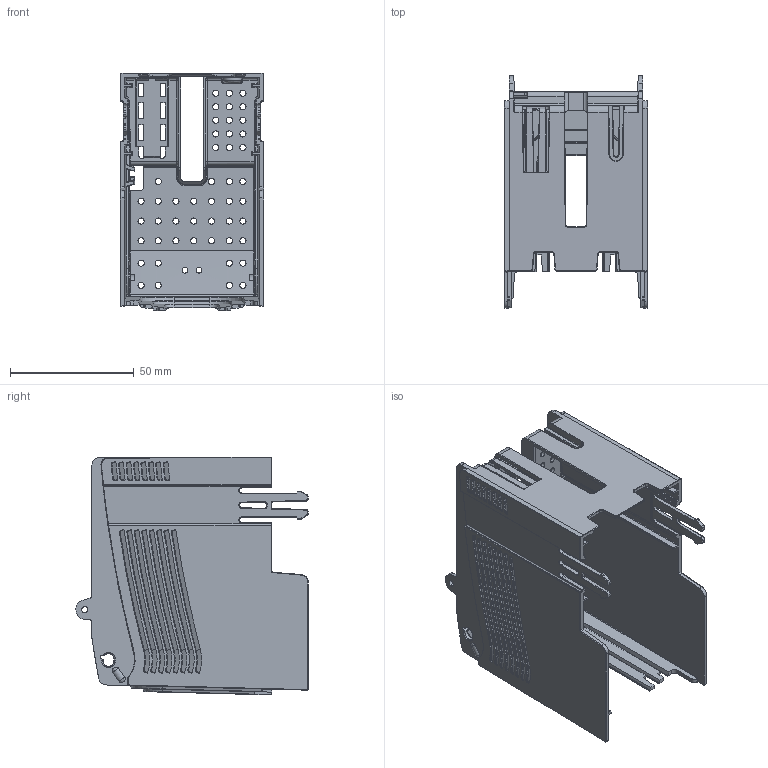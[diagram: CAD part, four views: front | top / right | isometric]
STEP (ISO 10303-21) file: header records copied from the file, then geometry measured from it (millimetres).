
FILE_DESCRIPTION((''),'2;1');
FILE_NAME('0000046856','2018-05-29T',('matic.bajda'),('Audax d.o.o.'),'CREO PARAMETRIC BY PTC INC, 2016260','CREO PARAMETRIC BY PTC INC, 2016260','');
FILE_SCHEMA(('AUTOMOTIVE_DESIGN { 1 0 10303 214 1 1 1 1 }'));
Products named in the file (1): 0000046856
Bounding box: 58 x 93.91 x 96.22 mm (x, y, z)
Volume: 45702.5 mm3; surface area: 56710.3 mm2
Topology: 1 solids, 1 shells, 1848 faces, 4886 edges, 2991 vertices
Faces by surface type: cylinder 700, plane 452, bspline 255, torus 218, cone 155, sphere 57, revolution 11
Entity records: 79831 total; most frequent: CARTESIAN_POINT 35713, ORIENTED_EDGE 9642, DIRECTION 8510, EDGE_CURVE 4821, AXIS2_PLACEMENT_3D 3224, VERTEX_POINT 2991, VECTOR 2051, LINE 2051
